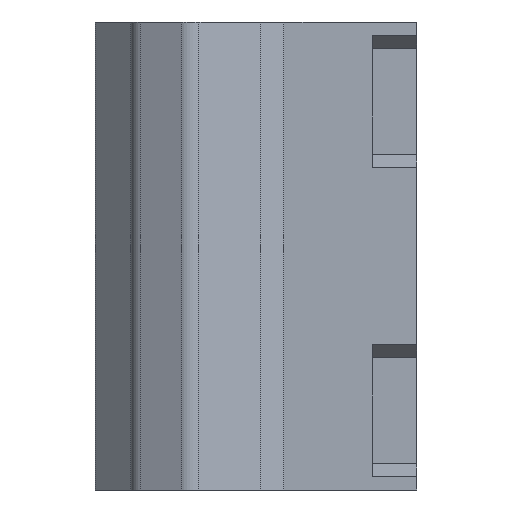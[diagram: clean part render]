
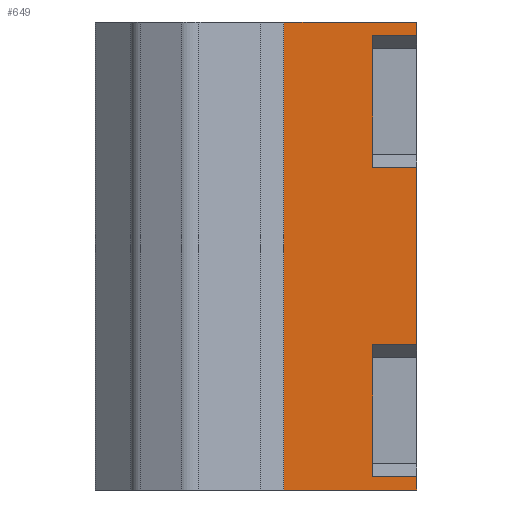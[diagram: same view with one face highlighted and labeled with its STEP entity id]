
A CAD part, left-side view. The second image highlights one B-rep face of the part: STEP entity #649.
In plain terms, the highlighted planar face has unit normal (-1, 0, 0).
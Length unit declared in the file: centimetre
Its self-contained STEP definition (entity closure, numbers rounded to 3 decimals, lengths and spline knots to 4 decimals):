
#139=VERTEX_POINT('',#879);
#140=VERTEX_POINT('',#881);
#147=VERTEX_POINT('',#903);
#148=VERTEX_POINT('',#905);
#160=VERTEX_POINT('',#935);
#161=VERTEX_POINT('',#937);
#162=VERTEX_POINT('',#941);
#163=VERTEX_POINT('',#943);
#164=VERTEX_POINT('',#949);
#165=VERTEX_POINT('',#951);
#166=VERTEX_POINT('',#953);
#167=VERTEX_POINT('',#955);
#192=VECTOR('',#742,1.);
#203=VECTOR('',#760,1.);
#219=VECTOR('',#782,1.);
#221=VECTOR('',#785,1.);
#223=VECTOR('',#788,1.);
#224=VECTOR('',#790,1.);
#225=VECTOR('',#791,1.);
#226=VECTOR('',#792,1.);
#227=VECTOR('',#793,1.);
#228=VECTOR('',#794,1.);
#264=LINE('',#880,#192);
#275=LINE('',#904,#203);
#291=LINE('',#938,#219);
#293=LINE('',#942,#221);
#295=LINE('',#946,#223);
#296=LINE('',#948,#224);
#297=LINE('',#950,#225);
#298=LINE('',#952,#226);
#299=LINE('',#954,#227);
#300=LINE('',#956,#228);
#342=EDGE_CURVE('',#140,#139,#264,.T.);
#354=EDGE_CURVE('',#148,#147,#275,.T.);
#371=EDGE_CURVE('',#160,#161,#291,.T.);
#373=EDGE_CURVE('',#163,#162,#293,.T.);
#375=EDGE_CURVE('',#162,#160,#295,.T.);
#376=EDGE_CURVE('',#161,#164,#296,.T.);
#377=EDGE_CURVE('',#164,#165,#297,.T.);
#378=EDGE_CURVE('',#165,#166,#298,.T.);
#379=EDGE_CURVE('',#166,#167,#299,.T.);
#380=EDGE_CURVE('',#167,#140,#296,.T.);
#381=EDGE_CURVE('',#148,#139,#300,.T.);
#382=EDGE_CURVE('',#147,#163,#296,.T.);
#484=ORIENTED_EDGE('',*,*,#373,.T.);
#485=ORIENTED_EDGE('',*,*,#375,.T.);
#486=ORIENTED_EDGE('',*,*,#371,.T.);
#487=ORIENTED_EDGE('',*,*,#376,.T.);
#488=ORIENTED_EDGE('',*,*,#377,.T.);
#489=ORIENTED_EDGE('',*,*,#378,.T.);
#490=ORIENTED_EDGE('',*,*,#379,.T.);
#491=ORIENTED_EDGE('',*,*,#380,.T.);
#492=ORIENTED_EDGE('',*,*,#342,.T.);
#493=ORIENTED_EDGE('',*,*,#381,.F.);
#494=ORIENTED_EDGE('',*,*,#354,.T.);
#495=ORIENTED_EDGE('',*,*,#382,.T.);
#581=EDGE_LOOP('',(#484,#485,#486,#487,#488,#489,#490,#491,#492,#493,#494,
#495));
#617=FACE_BOUND('',#581,.T.);
#649=ADVANCED_FACE('',(#617),#1001,.T.);
#687=AXIS2_PLACEMENT_3D('',#947,#789,$);
#742=DIRECTION('',(0.,1.,0.));
#760=DIRECTION('',(0.,-1.,0.));
#782=DIRECTION('',(0.,-1.,0.));
#785=DIRECTION('',(0.,1.,0.));
#788=DIRECTION('',(0.,0.,1.));
#789=DIRECTION('',(-1.,0.,0.));
#790=DIRECTION('',(0.,0.,1.));
#791=DIRECTION('',(0.,1.,0.));
#792=DIRECTION('',(0.,0.,1.));
#793=DIRECTION('',(0.,-1.,0.));
#794=DIRECTION('',(0.,0.,1.));
#879=CARTESIAN_POINT('',(1.3372,-0.3078,5.28));
#880=CARTESIAN_POINT('',(1.3372,-0.3078,5.28));
#881=CARTESIAN_POINT('',(1.3372,-1.8078,5.28));
#903=CARTESIAN_POINT('',(1.3372,-1.8078,0.));
#904=CARTESIAN_POINT('',(1.3372,-0.3078,0.));
#905=CARTESIAN_POINT('',(1.3372,-0.3078,0.));
#935=CARTESIAN_POINT('',(1.3372,-1.3078,1.64));
#937=CARTESIAN_POINT('',(1.3372,-1.8078,1.64));
#938=CARTESIAN_POINT('',(1.3372,-1.4328,1.64));
#941=CARTESIAN_POINT('',(1.3372,-1.3078,0.1513));
#942=CARTESIAN_POINT('',(1.3372,-1.4328,0.1513));
#943=CARTESIAN_POINT('',(1.3372,-1.8078,0.1513));
#946=CARTESIAN_POINT('',(1.3372,-1.3078,0.4478));
#947=CARTESIAN_POINT('',(1.3372,-1.0578,0.));
#948=CARTESIAN_POINT('',(1.3372,-1.8078,0.));
#949=CARTESIAN_POINT('',(1.3372,-1.8078,3.64));
#950=CARTESIAN_POINT('',(1.3372,-1.4328,3.64));
#951=CARTESIAN_POINT('',(1.3372,-1.3078,3.64));
#952=CARTESIAN_POINT('',(1.3372,-1.3078,2.1922));
#953=CARTESIAN_POINT('',(1.3372,-1.3078,5.1287));
#954=CARTESIAN_POINT('',(1.3372,-1.4328,5.1287));
#955=CARTESIAN_POINT('',(1.3372,-1.8078,5.1287));
#956=CARTESIAN_POINT('',(1.3372,-0.3078,0.));
#1001=PLANE('',#687);
